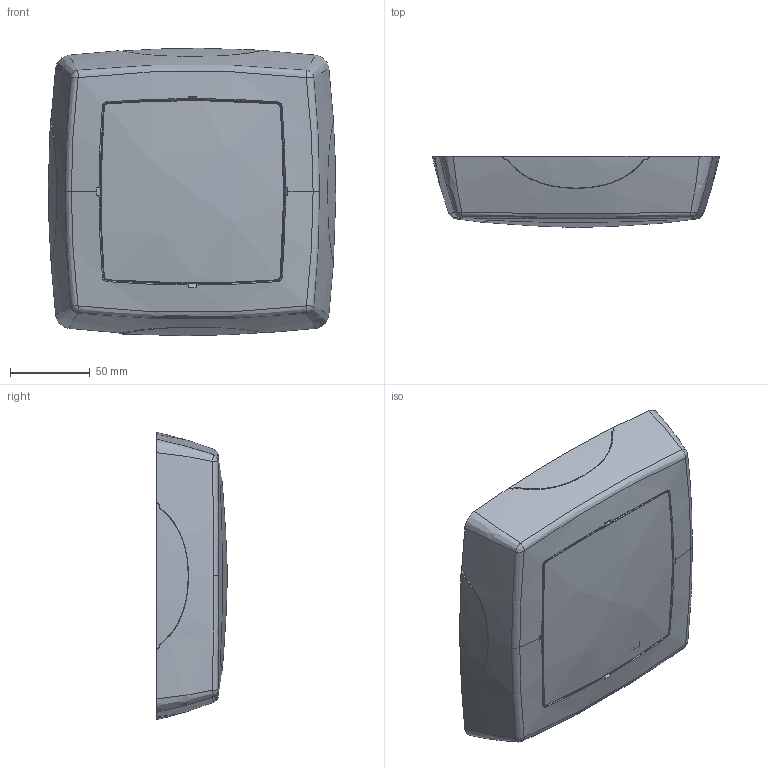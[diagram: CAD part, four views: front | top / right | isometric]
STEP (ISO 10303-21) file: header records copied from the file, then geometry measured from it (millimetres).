
FILE_DESCRIPTION(('CATIA V5 STEP Exchange','CAx-IF Rec.Pracs.--- Model Styling and Organization---1.4--- 2014-01-23'),'2;1');
FILE_NAME('032801.stp','2019-10-23T05:48:46+00:00',('none'),('none'),'CATIA Version 5-6 Release 2017 SP3','CATIA V5 STEP AP214','none');
FILE_SCHEMA(('AUTOMOTIVE_DESIGN { 1 0 10303 214 1 1 1 1 }'));
Products named in the file (6): 032801; 103_501_322; 09926_PRT; 10107_PRT; 10183; 10184_PRT
Assembly tree (8 placements, depth 2):
  032801
    103_501_322
    09926_PRT
    10107_PRT
    10183
    10184_PRT  x4
Bounding box: 180.24 x 44.5 x 180.29 mm (x, y, z)
Volume: 285844 mm3; surface area: 288631.4 mm2
Topology: 8 solids, 8 shells, 3294 faces, 9266 edges, 5914 vertices
Faces by surface type: plane 2055, bspline 1223, cylinder 16
Entity records: 121839 total; most frequent: CARTESIAN_POINT 56462, ORIENTED_EDGE 17576, EDGE_CURVE 8788, DIRECTION 7861, VERTEX_POINT 5558, VECTOR 5141, LINE 5141, EDGE_LOOP 3486
